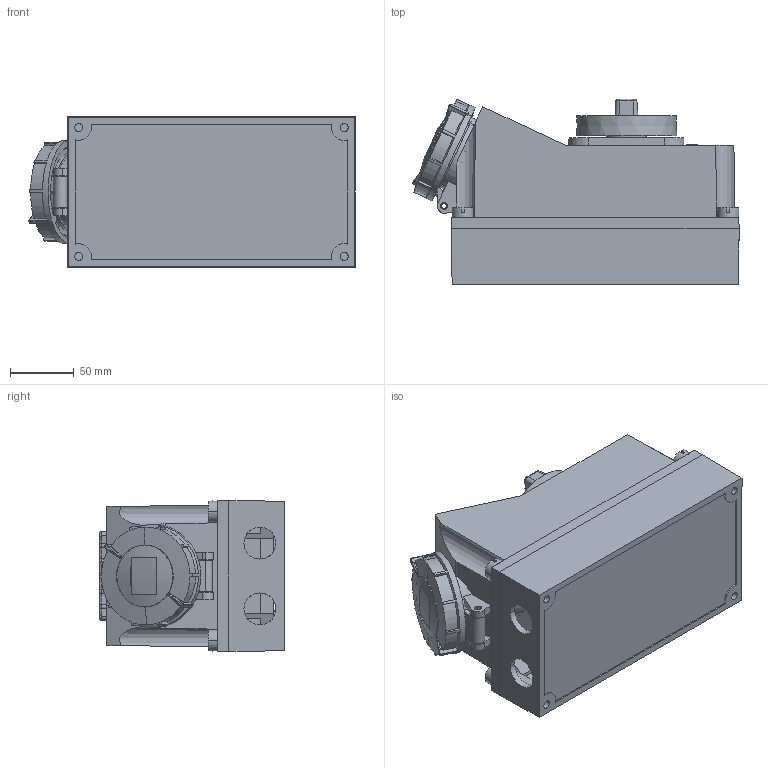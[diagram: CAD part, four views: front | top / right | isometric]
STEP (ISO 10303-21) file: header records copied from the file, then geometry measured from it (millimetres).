
FILE_DESCRIPTION (( 'STEP AP203' ), '1' );
FILE_NAME ('PSR12-016-4-5-67 Ðîçåòêà ñ ìåõ. áëîê. ÑÑÈ-814 16À-6÷ 380Â 3P+PE IP67 IEK_5600.STEP', '2025-01-23T13:09:39', ( '' ), ( '' ), 'SwSTEP 2.0', 'SolidWorks 2022', '' );
FILE_SCHEMA (( 'CONFIG_CONTROL_DESIGN' ));
Length unit declared in the file: millimetre
Products named in the file (1): PSR12-016-4-5-67 Розетка с мех. блок. ССИ-814 16А-6ч 380В 3P+PE IP67 IEK_5600
Bounding box: 255.45 x 145.38 x 118 mm (x, y, z)
Volume: 1000213.6 mm3; surface area: 381415.7 mm2
Topology: 3 solids, 31 shells, 1029 faces, 2657 edges, 1767 vertices
Faces by surface type: plane 517, cylinder 263, bspline 111, cone 87, sphere 33, torus 18
Entity records: 41472 total; most frequent: CARTESIAN_POINT 16921, ORIENTED_EDGE 5304, DIRECTION 4739, EDGE_CURVE 2652, VERTEX_POINT 1764, AXIS2_PLACEMENT_3D 1720, LINE 1299, VECTOR 1299
